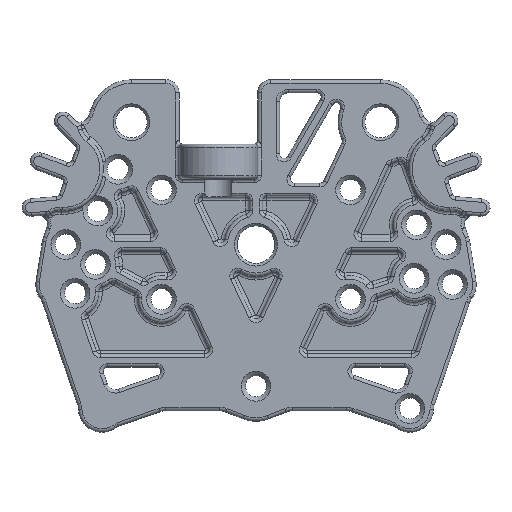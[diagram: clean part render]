
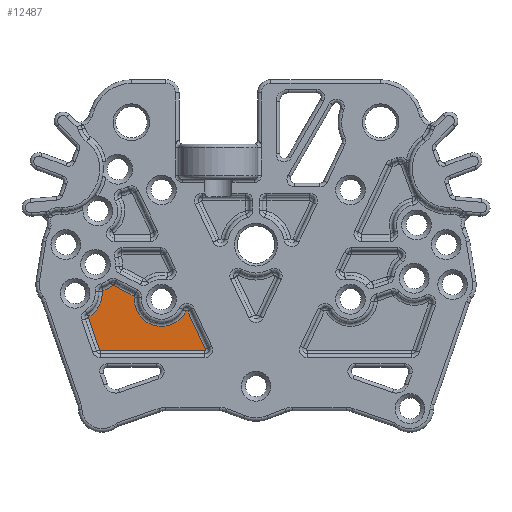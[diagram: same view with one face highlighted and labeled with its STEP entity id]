
A CAD part, front view. The second image highlights one B-rep face of the part: STEP entity #12487.
In plain terms, the highlighted planar face has unit normal (0, -1, 0).
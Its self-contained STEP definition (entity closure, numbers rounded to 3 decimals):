
#170=PLANE('',#13689);
#653=LINE('',#29165,#1284);
#654=LINE('',#29210,#1285);
#656=LINE('',#29264,#1287);
#657=LINE('',#29280,#1288);
#1284=VECTOR('',#16152,10.);
#1285=VECTOR('',#16177,10.);
#1287=VECTOR('',#16213,10.);
#1288=VECTOR('',#16222,10.);
#2284=FACE_OUTER_BOUND('',#3167,.T.);
#3167=EDGE_LOOP('',(#9407,#9408,#9409,#9410,#9411,#9412,#9413,#9414,#9415,
#9416,#9417,#9418,#9419,#9420));
#4183=CIRCLE('',#13650,0.1);
#4186=CIRCLE('',#13654,3.1);
#4189=CIRCLE('',#13657,0.1);
#4193=CIRCLE('',#13662,0.1);
#4196=CIRCLE('',#13666,3.1);
#4199=CIRCLE('',#13669,0.1);
#4202=CIRCLE('',#13673,3.1);
#4204=CIRCLE('',#13675,0.1);
#4207=CIRCLE('',#13679,0.1);
#4209=CIRCLE('',#13682,0.1);
#5686=VERTEX_POINT('',#29161);
#5687=VERTEX_POINT('',#29163);
#5689=VERTEX_POINT('',#29182);
#5691=VERTEX_POINT('',#29188);
#5693=VERTEX_POINT('',#29202);
#5695=VERTEX_POINT('',#29208);
#5697=VERTEX_POINT('',#29222);
#5699=VERTEX_POINT('',#29228);
#5700=VERTEX_POINT('',#29241);
#5701=VERTEX_POINT('',#29246);
#5702=VERTEX_POINT('',#29258);
#5703=VERTEX_POINT('',#29262);
#5704=VERTEX_POINT('',#29274);
#5705=VERTEX_POINT('',#29278);
#7017=EDGE_CURVE('',#5687,#5686,#653,.T.);
#7019=EDGE_CURVE('',#5689,#5687,#4183,.T.);
#7022=EDGE_CURVE('',#5691,#5689,#4186,.T.);
#7025=EDGE_CURVE('',#5693,#5691,#4189,.T.);
#7028=EDGE_CURVE('',#5695,#5693,#654,.T.);
#7031=EDGE_CURVE('',#5697,#5695,#4193,.T.);
#7034=EDGE_CURVE('',#5699,#5697,#4196,.T.);
#7037=EDGE_CURVE('',#5700,#5699,#4199,.T.);
#7040=EDGE_CURVE('',#5701,#5700,#4202,.T.);
#7042=EDGE_CURVE('',#5702,#5701,#4204,.T.);
#7044=EDGE_CURVE('',#5703,#5702,#656,.T.);
#7046=EDGE_CURVE('',#5704,#5703,#4207,.T.);
#7048=EDGE_CURVE('',#5705,#5704,#657,.T.);
#7049=EDGE_CURVE('',#5686,#5705,#4209,.T.);
#9407=ORIENTED_EDGE('',*,*,#7017,.F.);
#9408=ORIENTED_EDGE('',*,*,#7019,.F.);
#9409=ORIENTED_EDGE('',*,*,#7022,.F.);
#9410=ORIENTED_EDGE('',*,*,#7025,.F.);
#9411=ORIENTED_EDGE('',*,*,#7028,.F.);
#9412=ORIENTED_EDGE('',*,*,#7031,.F.);
#9413=ORIENTED_EDGE('',*,*,#7034,.F.);
#9414=ORIENTED_EDGE('',*,*,#7037,.F.);
#9415=ORIENTED_EDGE('',*,*,#7040,.F.);
#9416=ORIENTED_EDGE('',*,*,#7042,.F.);
#9417=ORIENTED_EDGE('',*,*,#7044,.F.);
#9418=ORIENTED_EDGE('',*,*,#7046,.F.);
#9419=ORIENTED_EDGE('',*,*,#7048,.F.);
#9420=ORIENTED_EDGE('',*,*,#7049,.F.);
#12487=ADVANCED_FACE('',(#2284),#170,.F.);
#13650=AXIS2_PLACEMENT_3D('',#29184,#16155,#16156);
#13654=AXIS2_PLACEMENT_3D('',#29190,#16163,#16164);
#13657=AXIS2_PLACEMENT_3D('',#29204,#16169,#16170);
#13662=AXIS2_PLACEMENT_3D('',#29224,#16181,#16182);
#13666=AXIS2_PLACEMENT_3D('',#29230,#16189,#16190);
#13669=AXIS2_PLACEMENT_3D('',#29243,#16195,#16196);
#13673=AXIS2_PLACEMENT_3D('',#29248,#16203,#16204);
#13675=AXIS2_PLACEMENT_3D('',#29260,#16207,#16208);
#13679=AXIS2_PLACEMENT_3D('',#29276,#16216,#16217);
#13682=AXIS2_PLACEMENT_3D('',#29296,#16223,#16224);
#13689=AXIS2_PLACEMENT_3D('',#29309,#16243,#16244);
#16152=DIRECTION('',(0.427,0.,-0.904));
#16155=DIRECTION('center_axis',(0.,1.,0.));
#16156=DIRECTION('ref_axis',(0.003,0.,1.));
#16163=DIRECTION('center_axis',(0.,-1.,0.));
#16164=DIRECTION('ref_axis',(-0.262,0.,-0.965));
#16169=DIRECTION('center_axis',(0.,1.,0.));
#16170=DIRECTION('ref_axis',(0.878,0.,0.479));
#16177=DIRECTION('',(0.884,0.,-0.467));
#16181=DIRECTION('center_axis',(0.,1.,0.));
#16182=DIRECTION('ref_axis',(-0.099,0.,0.995));
#16189=DIRECTION('center_axis',(0.,-1.,0.));
#16190=DIRECTION('ref_axis',(0.46,0.,-0.888));
#16195=DIRECTION('center_axis',(0.,1.,0.));
#16196=DIRECTION('ref_axis',(-0.818,0.,0.575));
#16203=DIRECTION('center_axis',(0.,-1.,0.));
#16204=DIRECTION('ref_axis',(0.885,0.,-0.466));
#16207=DIRECTION('center_axis',(0.,1.,0.));
#16208=DIRECTION('ref_axis',(-0.937,0.,0.348));
#16213=DIRECTION('',(-0.326,0.,0.946));
#16216=DIRECTION('center_axis',(0.,1.,0.));
#16217=DIRECTION('ref_axis',(-0.581,0.,-0.814));
#16222=DIRECTION('',(-1.,0.,0.));
#16223=DIRECTION('center_axis',(0.,1.,0.));
#16224=DIRECTION('ref_axis',(0.845,0.,-0.535));
#16243=DIRECTION('center_axis',(0.,1.,0.));
#16244=DIRECTION('ref_axis',(0.,0.,1.));
#29161=CARTESIAN_POINT('',(-5.761,1.8,-11.957));
#29163=CARTESIAN_POINT('',(-7.823,1.8,-7.588));
#29165=CARTESIAN_POINT('',(-8.27,1.8,-6.641));
#29182=CARTESIAN_POINT('',(-8.004,1.8,-7.588));
#29184=CARTESIAN_POINT('Origin',(-7.913,1.8,-7.631));
#29188=CARTESIAN_POINT('',(-13.889,1.8,-5.988));
#29190=CARTESIAN_POINT('Origin',(-10.8,1.8,-6.25));
#29202=CARTESIAN_POINT('',(-13.942,1.8,-5.891));
#29204=CARTESIAN_POINT('Origin',(-13.989,1.8,-5.979));
#29208=CARTESIAN_POINT('',(-16.295,1.8,-4.648));
#29210=CARTESIAN_POINT('',(-10.472,1.8,-7.724));
#29222=CARTESIAN_POINT('',(-16.405,1.8,-4.658));
#29224=CARTESIAN_POINT('Origin',(-16.341,1.8,-4.736));
#29228=CARTESIAN_POINT('',(-17.525,1.8,-5.239));
#29230=CARTESIAN_POINT('Origin',(-18.362,1.8,-2.255));
#29241=CARTESIAN_POINT('',(-17.598,1.8,-5.343));
#29243=CARTESIAN_POINT('Origin',(-17.498,1.8,-5.336));
#29246=CARTESIAN_POINT('',(-19.127,1.8,-8.245));
#29248=CARTESIAN_POINT('Origin',(-20.69,1.8,-5.567));
#29258=CARTESIAN_POINT('',(-19.172,1.8,-8.364));
#29260=CARTESIAN_POINT('Origin',(-19.077,1.8,-8.331));
#29262=CARTESIAN_POINT('',(-17.908,1.8,-12.033));
#29264=CARTESIAN_POINT('',(-18.574,1.8,-10.1));
#29274=CARTESIAN_POINT('',(-17.814,1.8,-12.1));
#29276=CARTESIAN_POINT('Origin',(-17.814,1.8,-12.));
#29278=CARTESIAN_POINT('',(-5.852,1.8,-12.1));
#29280=CARTESIAN_POINT('',(-2.778,1.8,-12.1));
#29296=CARTESIAN_POINT('Origin',(-5.852,1.8,-12.));
#29309=CARTESIAN_POINT('Origin',(0.297,1.8,-1.441));
